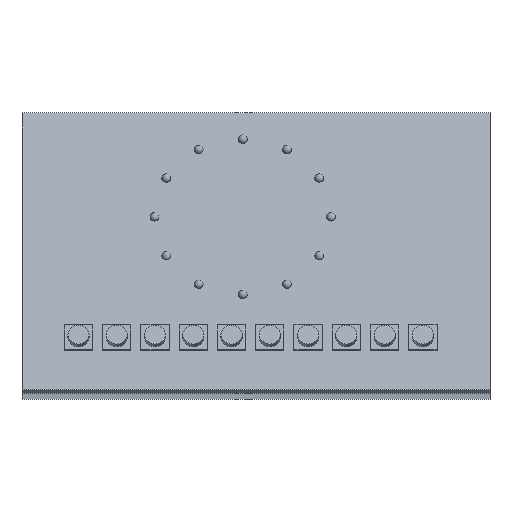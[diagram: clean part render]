
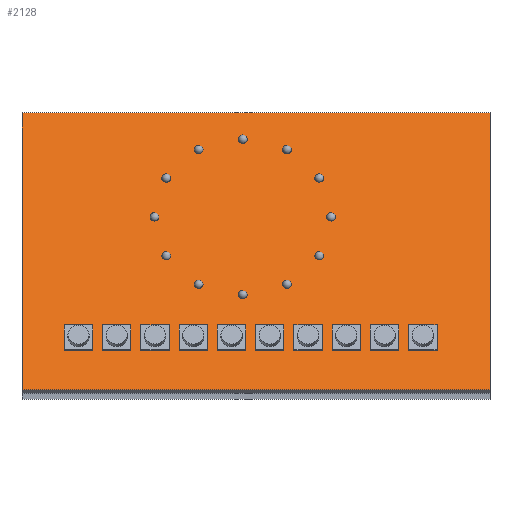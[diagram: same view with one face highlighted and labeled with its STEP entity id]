
A CAD part, front view. The second image highlights one B-rep face of the part: STEP entity #2128.
In plain terms, the highlighted planar face has unit normal (0, -0.88, 0.474).
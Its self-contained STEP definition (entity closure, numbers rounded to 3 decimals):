
#25=FACE_BOUND('',#401,.T.);
#26=FACE_BOUND('',#402,.T.);
#27=FACE_BOUND('',#403,.T.);
#28=FACE_BOUND('',#404,.T.);
#29=FACE_BOUND('',#405,.T.);
#30=FACE_BOUND('',#406,.T.);
#31=FACE_BOUND('',#407,.T.);
#32=FACE_BOUND('',#408,.T.);
#33=FACE_BOUND('',#409,.T.);
#34=FACE_BOUND('',#410,.T.);
#35=FACE_BOUND('',#411,.T.);
#36=FACE_BOUND('',#412,.T.);
#61=CIRCLE('',#2301,2.5);
#63=CIRCLE('',#2304,2.5);
#65=CIRCLE('',#2307,2.5);
#67=CIRCLE('',#2310,2.5);
#69=CIRCLE('',#2313,2.5);
#71=CIRCLE('',#2316,2.5);
#73=CIRCLE('',#2319,2.5);
#75=CIRCLE('',#2322,2.5);
#77=CIRCLE('',#2325,2.5);
#79=CIRCLE('',#2328,2.5);
#81=CIRCLE('',#2331,2.5);
#83=CIRCLE('',#2334,2.5);
#259=FACE_OUTER_BOUND('',#400,.T.);
#400=EDGE_LOOP('',(#1607,#1608,#1609,#1610));
#401=EDGE_LOOP('',(#1611));
#402=EDGE_LOOP('',(#1612));
#403=EDGE_LOOP('',(#1613));
#404=EDGE_LOOP('',(#1614));
#405=EDGE_LOOP('',(#1615));
#406=EDGE_LOOP('',(#1616));
#407=EDGE_LOOP('',(#1617));
#408=EDGE_LOOP('',(#1618));
#409=EDGE_LOOP('',(#1619));
#410=EDGE_LOOP('',(#1620));
#411=EDGE_LOOP('',(#1621));
#412=EDGE_LOOP('',(#1622));
#605=LINE('',#3293,#820);
#606=LINE('',#3295,#821);
#607=LINE('',#3297,#822);
#608=LINE('',#3298,#823);
#820=VECTOR('',#2681,10.);
#821=VECTOR('',#2682,10.);
#822=VECTOR('',#2683,10.);
#823=VECTOR('',#2684,10.);
#1004=VERTEX_POINT('',#3219);
#1006=VERTEX_POINT('',#3225);
#1008=VERTEX_POINT('',#3231);
#1010=VERTEX_POINT('',#3237);
#1012=VERTEX_POINT('',#3243);
#1014=VERTEX_POINT('',#3249);
#1016=VERTEX_POINT('',#3255);
#1018=VERTEX_POINT('',#3261);
#1020=VERTEX_POINT('',#3267);
#1022=VERTEX_POINT('',#3273);
#1024=VERTEX_POINT('',#3279);
#1026=VERTEX_POINT('',#3285);
#1028=VERTEX_POINT('',#3291);
#1029=VERTEX_POINT('',#3292);
#1030=VERTEX_POINT('',#3294);
#1031=VERTEX_POINT('',#3296);
#1223=EDGE_CURVE('',#1004,#1004,#61,.T.);
#1226=EDGE_CURVE('',#1006,#1006,#63,.T.);
#1229=EDGE_CURVE('',#1008,#1008,#65,.T.);
#1232=EDGE_CURVE('',#1010,#1010,#67,.T.);
#1235=EDGE_CURVE('',#1012,#1012,#69,.T.);
#1238=EDGE_CURVE('',#1014,#1014,#71,.T.);
#1241=EDGE_CURVE('',#1016,#1016,#73,.T.);
#1244=EDGE_CURVE('',#1018,#1018,#75,.T.);
#1247=EDGE_CURVE('',#1020,#1020,#77,.T.);
#1250=EDGE_CURVE('',#1022,#1022,#79,.T.);
#1253=EDGE_CURVE('',#1024,#1024,#81,.T.);
#1256=EDGE_CURVE('',#1026,#1026,#83,.T.);
#1259=EDGE_CURVE('',#1028,#1029,#605,.T.);
#1260=EDGE_CURVE('',#1029,#1030,#606,.T.);
#1261=EDGE_CURVE('',#1030,#1031,#607,.T.);
#1262=EDGE_CURVE('',#1031,#1028,#608,.T.);
#1607=ORIENTED_EDGE('',*,*,#1259,.T.);
#1608=ORIENTED_EDGE('',*,*,#1260,.T.);
#1609=ORIENTED_EDGE('',*,*,#1261,.T.);
#1610=ORIENTED_EDGE('',*,*,#1262,.T.);
#1611=ORIENTED_EDGE('',*,*,#1223,.T.);
#1612=ORIENTED_EDGE('',*,*,#1226,.T.);
#1613=ORIENTED_EDGE('',*,*,#1229,.T.);
#1614=ORIENTED_EDGE('',*,*,#1232,.T.);
#1615=ORIENTED_EDGE('',*,*,#1235,.T.);
#1616=ORIENTED_EDGE('',*,*,#1238,.T.);
#1617=ORIENTED_EDGE('',*,*,#1241,.T.);
#1618=ORIENTED_EDGE('',*,*,#1244,.T.);
#1619=ORIENTED_EDGE('',*,*,#1247,.T.);
#1620=ORIENTED_EDGE('',*,*,#1250,.T.);
#1621=ORIENTED_EDGE('',*,*,#1253,.T.);
#1622=ORIENTED_EDGE('',*,*,#1256,.T.);
#2009=PLANE('',#2336);
#2128=ADVANCED_FACE('',(#259,#25,#26,#27,#28,#29,#30,#31,#32,#33,#34,#35,
#36),#2009,.T.);
#2301=AXIS2_PLACEMENT_3D('',#3220,#2597,#2598);
#2304=AXIS2_PLACEMENT_3D('',#3226,#2604,#2605);
#2307=AXIS2_PLACEMENT_3D('',#3232,#2611,#2612);
#2310=AXIS2_PLACEMENT_3D('',#3238,#2618,#2619);
#2313=AXIS2_PLACEMENT_3D('',#3244,#2625,#2626);
#2316=AXIS2_PLACEMENT_3D('',#3250,#2632,#2633);
#2319=AXIS2_PLACEMENT_3D('',#3256,#2639,#2640);
#2322=AXIS2_PLACEMENT_3D('',#3262,#2646,#2647);
#2325=AXIS2_PLACEMENT_3D('',#3268,#2653,#2654);
#2328=AXIS2_PLACEMENT_3D('',#3274,#2660,#2661);
#2331=AXIS2_PLACEMENT_3D('',#3280,#2667,#2668);
#2334=AXIS2_PLACEMENT_3D('',#3286,#2674,#2675);
#2336=AXIS2_PLACEMENT_3D('',#3290,#2679,#2680);
#2597=DIRECTION('center_axis',(0.,0.88,-0.474));
#2598=DIRECTION('ref_axis',(1.,0.,0.));
#2604=DIRECTION('center_axis',(0.,0.88,-0.474));
#2605=DIRECTION('ref_axis',(1.,0.,0.));
#2611=DIRECTION('center_axis',(0.,0.88,-0.474));
#2612=DIRECTION('ref_axis',(1.,0.,0.));
#2618=DIRECTION('center_axis',(0.,0.88,-0.474));
#2619=DIRECTION('ref_axis',(1.,0.,0.));
#2625=DIRECTION('center_axis',(0.,0.88,-0.474));
#2626=DIRECTION('ref_axis',(1.,0.,0.));
#2632=DIRECTION('center_axis',(0.,0.88,-0.474));
#2633=DIRECTION('ref_axis',(1.,0.,0.));
#2639=DIRECTION('center_axis',(0.,0.88,-0.474));
#2640=DIRECTION('ref_axis',(1.,0.,0.));
#2646=DIRECTION('center_axis',(0.,0.88,-0.474));
#2647=DIRECTION('ref_axis',(1.,0.,0.));
#2653=DIRECTION('center_axis',(0.,0.88,-0.474));
#2654=DIRECTION('ref_axis',(1.,0.,0.));
#2660=DIRECTION('center_axis',(0.,0.88,-0.474));
#2661=DIRECTION('ref_axis',(1.,0.,0.));
#2667=DIRECTION('center_axis',(0.,0.88,-0.474));
#2668=DIRECTION('ref_axis',(1.,0.,0.));
#2674=DIRECTION('center_axis',(0.,0.88,-0.474));
#2675=DIRECTION('ref_axis',(1.,0.,0.));
#2679=DIRECTION('center_axis',(0.,-0.88,0.474));
#2680=DIRECTION('ref_axis',(0.,0.474,0.88));
#2681=DIRECTION('',(-1.,0.,0.));
#2682=DIRECTION('',(0.,-0.474,-0.88));
#2683=DIRECTION('',(1.,0.,0.));
#2684=DIRECTION('',(0.,0.474,0.88));
#3219=CARTESIAN_POINT('',(72.5,42.842,103.));
#3220=CARTESIAN_POINT('Origin',(75.,42.842,103.));
#3225=CARTESIAN_POINT('',(147.5,22.313,64.875));
#3226=CARTESIAN_POINT('Origin',(150.,22.313,64.875));
#3231=CARTESIAN_POINT('',(147.5,63.371,141.126));
#3232=CARTESIAN_POINT('Origin',(150.,63.371,141.126));
#3237=CARTESIAN_POINT('',(165.801,54.694,125.012));
#3238=CARTESIAN_POINT('Origin',(168.301,54.694,125.012));
#3243=CARTESIAN_POINT('',(122.5,19.137,58.977));
#3244=CARTESIAN_POINT('Origin',(125.,19.137,58.977));
#3249=CARTESIAN_POINT('',(79.199,54.694,125.012));
#3250=CARTESIAN_POINT('Origin',(81.699,54.694,125.012));
#3255=CARTESIAN_POINT('',(79.199,30.989,80.988));
#3256=CARTESIAN_POINT('Origin',(81.699,30.989,80.988));
#3261=CARTESIAN_POINT('',(165.801,30.989,80.988));
#3262=CARTESIAN_POINT('Origin',(168.301,30.989,80.988));
#3267=CARTESIAN_POINT('',(122.5,66.547,147.024));
#3268=CARTESIAN_POINT('Origin',(125.,66.547,147.024));
#3273=CARTESIAN_POINT('',(172.5,42.842,103.));
#3274=CARTESIAN_POINT('Origin',(175.,42.842,103.));
#3279=CARTESIAN_POINT('',(97.5,22.313,64.875));
#3280=CARTESIAN_POINT('Origin',(100.,22.313,64.875));
#3285=CARTESIAN_POINT('',(97.5,63.371,141.126));
#3286=CARTESIAN_POINT('Origin',(100.,63.371,141.126));
#3290=CARTESIAN_POINT('Origin',(132.5,32.412,83.63));
#3291=CARTESIAN_POINT('',(265.,74.606,161.992));
#3292=CARTESIAN_POINT('',(0.,74.606,161.992));
#3293=CARTESIAN_POINT('',(132.5,74.606,161.992));
#3294=CARTESIAN_POINT('',(0.,-9.783,5.268));
#3295=CARTESIAN_POINT('',(0.,32.412,83.63));
#3296=CARTESIAN_POINT('',(265.,-9.783,5.268));
#3297=CARTESIAN_POINT('',(132.5,-9.783,5.268));
#3298=CARTESIAN_POINT('',(265.,32.412,83.63));
